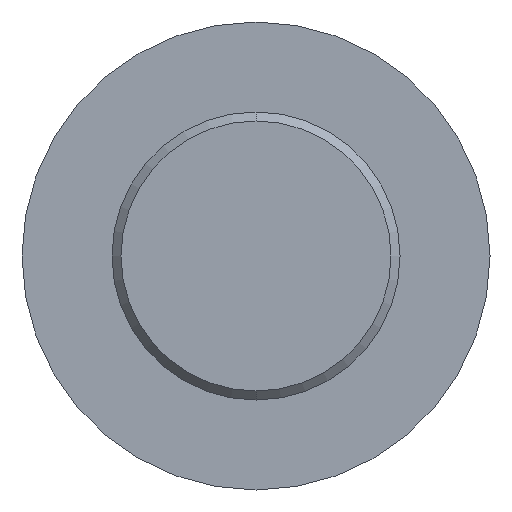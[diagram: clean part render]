
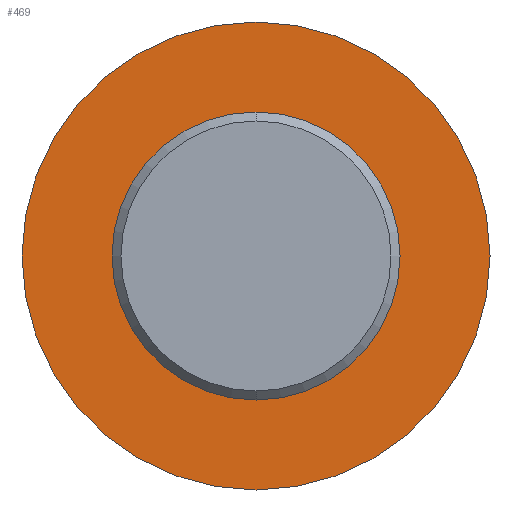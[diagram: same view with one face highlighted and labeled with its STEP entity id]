
A CAD part, front view. The second image highlights one B-rep face of the part: STEP entity #469.
In plain terms, the highlighted planar face has unit normal (0, -1, 0).
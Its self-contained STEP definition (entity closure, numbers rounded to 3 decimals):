
#15 = ORIENTED_EDGE ( 'NONE', *, *, #555, .F. ) ;
#41 = ORIENTED_EDGE ( 'NONE', *, *, #541, .F. ) ;
#54 = ORIENTED_EDGE ( 'NONE', *, *, #533, .F. ) ;
#78 = CIRCLE ( 'NONE', #514, 6.5 ) ;
#120 = FACE_BOUND ( 'NONE', #246, .T. ) ;
#179 = CIRCLE ( 'NONE', #503, 6.5 ) ;
#182 = CIRCLE ( 'NONE', #476, 4. ) ;
#196 = FACE_OUTER_BOUND ( 'NONE', #238, .T. ) ;
#197 = CIRCLE ( 'NONE', #505, 4. ) ;
#204 = VERTEX_POINT ( 'NONE', #333 ) ;
#225 = VERTEX_POINT ( 'NONE', #420 ) ;
#228 = ORIENTED_EDGE ( 'NONE', *, *, #540, .F. ) ;
#230 = VERTEX_POINT ( 'NONE', #352 ) ;
#233 = VERTEX_POINT ( 'NONE', #320 ) ;
#238 = EDGE_LOOP ( 'NONE', ( #54, #228 ) ) ;
#246 = EDGE_LOOP ( 'NONE', ( #15, #41 ) ) ;
#255 = CARTESIAN_POINT ( 'NONE',  ( 0., 0., 0. ) ) ;
#257 = DIRECTION ( 'NONE',  ( 0., 0., 1. ) ) ;
#280 = CARTESIAN_POINT ( 'NONE',  ( 0., 0., 0. ) ) ;
#289 = DIRECTION ( 'NONE',  ( 0., -1., 0. ) ) ;
#298 = CARTESIAN_POINT ( 'NONE',  ( 0., 0., 0. ) ) ;
#304 = DIRECTION ( 'NONE',  ( 0., 0., 1. ) ) ;
#311 = DIRECTION ( 'NONE',  ( 0., 1., 0. ) ) ;
#312 = DIRECTION ( 'NONE',  ( 0., -1., 0. ) ) ;
#313 = DIRECTION ( 'NONE',  ( 0., 0., 1. ) ) ;
#320 = CARTESIAN_POINT ( 'NONE',  ( 0., 0., 6.5 ) ) ;
#325 = PLANE ( 'NONE',  #517 ) ;
#333 = CARTESIAN_POINT ( 'NONE',  ( 0., 0., -6.5 ) ) ;
#352 = CARTESIAN_POINT ( 'NONE',  ( 0., 0., 4. ) ) ;
#381 = CARTESIAN_POINT ( 'NONE',  ( 0., 0., 0. ) ) ;
#400 = CARTESIAN_POINT ( 'NONE',  ( 0., 0., 0. ) ) ;
#401 = DIRECTION ( 'NONE',  ( 0., 1., 0. ) ) ;
#407 = DIRECTION ( 'NONE',  ( 0., 0., 1. ) ) ;
#420 = CARTESIAN_POINT ( 'NONE',  ( 0., 0., -4. ) ) ;
#449 = DIRECTION ( 'NONE',  ( 0., 1., 0. ) ) ;
#450 = DIRECTION ( 'NONE',  ( 0., 0., 1. ) ) ;
#469 = ADVANCED_FACE ( 'NONE', ( #196, #120 ), #325, .F. ) ;
#476 = AXIS2_PLACEMENT_3D ( 'NONE', #280, #312, #313 ) ;
#503 = AXIS2_PLACEMENT_3D ( 'NONE', #255, #311, #257 ) ;
#505 = AXIS2_PLACEMENT_3D ( 'NONE', #298, #289, #304 ) ;
#514 = AXIS2_PLACEMENT_3D ( 'NONE', #400, #401, #407 ) ;
#517 = AXIS2_PLACEMENT_3D ( 'NONE', #381, #449, #450 ) ;
#533 = EDGE_CURVE ( 'NONE', #204, #233, #78, .T. ) ;
#540 = EDGE_CURVE ( 'NONE', #233, #204, #179, .T. ) ;
#541 = EDGE_CURVE ( 'NONE', #225, #230, #197, .T. ) ;
#555 = EDGE_CURVE ( 'NONE', #230, #225, #182, .T. ) ;
